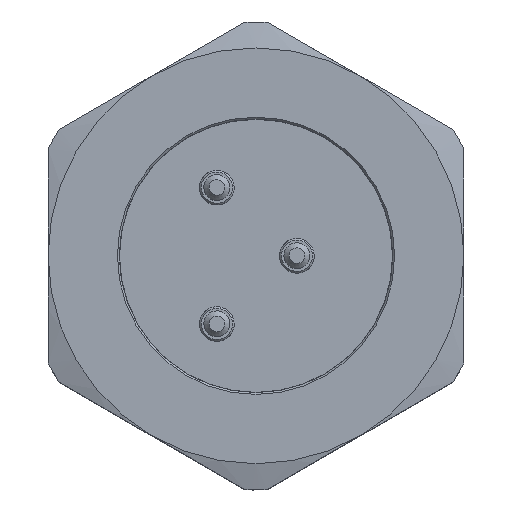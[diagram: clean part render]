
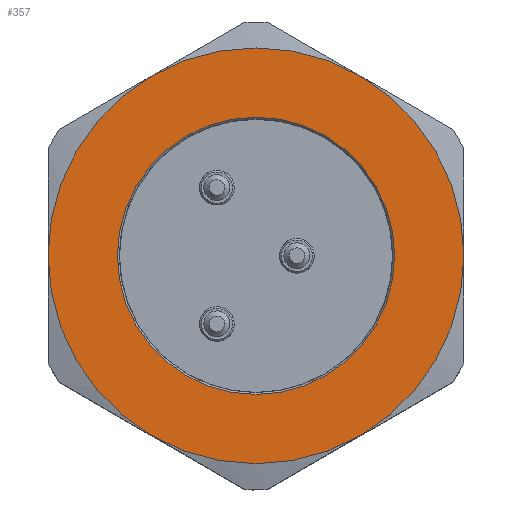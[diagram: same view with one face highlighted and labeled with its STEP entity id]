
A CAD part, top view. The second image highlights one B-rep face of the part: STEP entity #357.
In plain terms, the highlighted planar face has unit normal (0, 0, 1).
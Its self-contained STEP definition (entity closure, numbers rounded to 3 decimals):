
#357=ADVANCED_FACE('',(#590,#591),#444,.T.);
#444=PLANE('',#1851);
#590=FACE_BOUND('',#744,.T.);
#591=FACE_BOUND('',#745,.T.);
#744=EDGE_LOOP('',(#1057));
#745=EDGE_LOOP('',(#1058,#1059,#1060,#1061,#1062,#1063));
#1057=ORIENTED_EDGE('',*,*,#1551,.T.);
#1058=ORIENTED_EDGE('',*,*,#1549,.T.);
#1059=ORIENTED_EDGE('',*,*,#1543,.T.);
#1060=ORIENTED_EDGE('',*,*,#1537,.T.);
#1061=ORIENTED_EDGE('',*,*,#1531,.T.);
#1062=ORIENTED_EDGE('',*,*,#1522,.T.);
#1063=ORIENTED_EDGE('',*,*,#1524,.T.);
#1349=VERTEX_POINT('',#2725);
#1350=VERTEX_POINT('',#2727);
#1351=VERTEX_POINT('',#2734);
#1354=VERTEX_POINT('',#2755);
#1357=VERTEX_POINT('',#2772);
#1360=VERTEX_POINT('',#2789);
#1363=VERTEX_POINT('',#2812);
#1522=EDGE_CURVE('',#1350,#1349,#1680,.T.);
#1524=EDGE_CURVE('',#1349,#1351,#1681,.T.);
#1531=EDGE_CURVE('',#1354,#1350,#1683,.T.);
#1537=EDGE_CURVE('',#1357,#1354,#1685,.T.);
#1543=EDGE_CURVE('',#1360,#1357,#1687,.T.);
#1549=EDGE_CURVE('',#1351,#1360,#1689,.T.);
#1551=EDGE_CURVE('',#1363,#1363,#1690,.T.);
#1680=CIRCLE('',#1830,12.);
#1681=CIRCLE('',#1832,12.);
#1683=CIRCLE('',#1836,12.);
#1685=CIRCLE('',#1840,12.);
#1687=CIRCLE('',#1844,12.);
#1689=CIRCLE('',#1848,12.);
#1690=CIRCLE('',#1850,8.);
#1830=AXIS2_PLACEMENT_3D('',#2726,#2167,#2168);
#1832=AXIS2_PLACEMENT_3D('',#2733,#2171,#2172);
#1836=AXIS2_PLACEMENT_3D('',#2754,#2181,#2182);
#1840=AXIS2_PLACEMENT_3D('',#2771,#2191,#2192);
#1844=AXIS2_PLACEMENT_3D('',#2788,#2201,#2202);
#1848=AXIS2_PLACEMENT_3D('',#2805,#2211,#2212);
#1850=AXIS2_PLACEMENT_3D('',#2811,#2215,#2216);
#1851=AXIS2_PLACEMENT_3D('',#2813,#2217,#2218);
#2167=DIRECTION('',(0.,0.,1.));
#2168=DIRECTION('',(1.,0.,0.));
#2171=DIRECTION('',(0.,0.,1.));
#2172=DIRECTION('',(1.,0.,0.));
#2181=DIRECTION('',(0.,0.,1.));
#2182=DIRECTION('',(1.,0.,0.));
#2191=DIRECTION('',(0.,0.,1.));
#2192=DIRECTION('',(1.,0.,0.));
#2201=DIRECTION('',(0.,0.,1.));
#2202=DIRECTION('',(1.,0.,0.));
#2211=DIRECTION('',(0.,0.,1.));
#2212=DIRECTION('',(1.,0.,0.));
#2215=DIRECTION('',(0.,0.,-1.));
#2216=DIRECTION('',(1.,0.,0.));
#2217=DIRECTION('',(0.,0.,1.));
#2218=DIRECTION('',(1.,0.,0.));
#2725=CARTESIAN_POINT('',(-6.,10.392,25.));
#2726=CARTESIAN_POINT('',(0.,0.,25.));
#2727=CARTESIAN_POINT('',(6.,10.392,25.));
#2733=CARTESIAN_POINT('',(0.,0.,25.));
#2734=CARTESIAN_POINT('',(-12.,0.,25.));
#2754=CARTESIAN_POINT('',(0.,0.,25.));
#2755=CARTESIAN_POINT('',(12.,0.,25.));
#2771=CARTESIAN_POINT('',(0.,0.,25.));
#2772=CARTESIAN_POINT('',(6.,-10.392,25.));
#2788=CARTESIAN_POINT('',(0.,0.,25.));
#2789=CARTESIAN_POINT('',(-6.,-10.392,25.));
#2805=CARTESIAN_POINT('',(0.,0.,25.));
#2811=CARTESIAN_POINT('',(0.,0.,25.));
#2812=CARTESIAN_POINT('',(8.,0.,25.));
#2813=CARTESIAN_POINT('',(0.,0.,25.));
